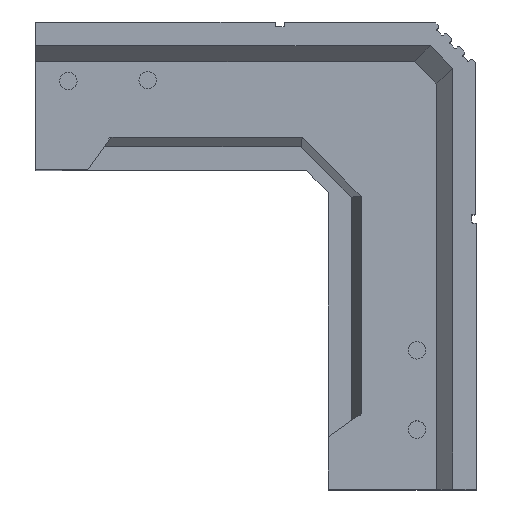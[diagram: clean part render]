
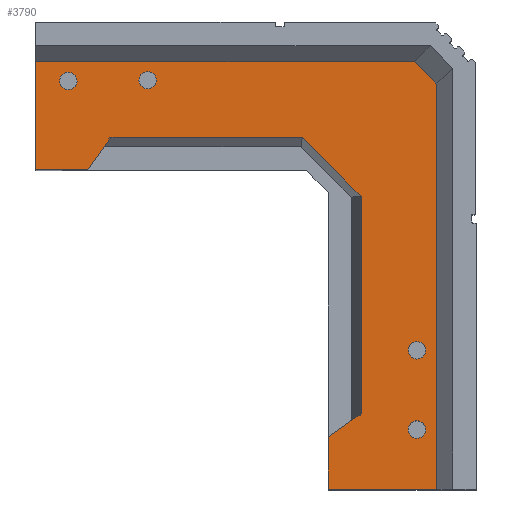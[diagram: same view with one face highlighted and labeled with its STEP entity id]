
A CAD part, top view. The second image highlights one B-rep face of the part: STEP entity #3790.
In plain terms, the highlighted planar face has unit normal (0, 0, 1).
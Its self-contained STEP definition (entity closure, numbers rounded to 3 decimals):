
#655=CARTESIAN_POINT('',(198.503,294.361,567.05));
#656=VERTEX_POINT('',#655);
#663=CARTESIAN_POINT('',(194.139,288.189,567.05));
#664=VERTEX_POINT('',#663);
#665=CARTESIAN_POINT('',(194.139,288.189,567.05));
#666=DIRECTION('',(0.577,0.816,0.));
#667=VECTOR('',#666,7.558);
#668=LINE('',#665,#667);
#669=EDGE_CURVE('',#664,#656,#668,.T.);
#3418=CARTESIAN_POINT('',(239.689,227.738,567.05));
#3419=VERTEX_POINT('',#3418);
#3426=CARTESIAN_POINT('',(239.689,237.642,567.05));
#3427=VERTEX_POINT('',#3426);
#3428=CARTESIAN_POINT('',(239.689,237.642,567.05));
#3429=DIRECTION('',(-0.,-1.,-0.));
#3430=VECTOR('',#3429,9.904);
#3431=LINE('',#3428,#3430);
#3432=EDGE_CURVE('',#3427,#3419,#3431,.T.);
#3653=CARTESIAN_POINT('',(233.224,283.202,567.05));
#3654=DIRECTION('',(0.,0.,-1.));
#3655=DIRECTION('',(-0.,-1.,-0.));
#3656=AXIS2_PLACEMENT_3D('',#3653,#3654,#3655);
#3657=PLANE('',#3656);
#3658=CARTESIAN_POINT('',(258.085,254.014,567.05));
#3659=VERTEX_POINT('',#3658);
#3660=CARTESIAN_POINT('',(256.435,254.014,567.05));
#3661=DIRECTION('',(0.,-0.,-1.));
#3662=DIRECTION('',(1.,-0.,0.));
#3663=AXIS2_PLACEMENT_3D('',#3660,#3661,#3662);
#3664=CIRCLE('',#3663,1.65);
#3665=EDGE_CURVE('',#3659,#3659,#3664,.T.);
#3666=ORIENTED_EDGE('',*,*,#3665,.T.);
#3667=EDGE_LOOP('',(#3666));
#3668=FACE_BOUND('',#3667,.T.);
#3669=CARTESIAN_POINT('',(258.085,239.014,567.05));
#3670=VERTEX_POINT('',#3669);
#3671=CARTESIAN_POINT('',(256.435,239.014,567.05));
#3672=DIRECTION('',(0.,-0.,-1.));
#3673=DIRECTION('',(1.,-0.,0.));
#3674=AXIS2_PLACEMENT_3D('',#3671,#3672,#3673);
#3675=CIRCLE('',#3674,1.65);
#3676=EDGE_CURVE('',#3670,#3670,#3675,.T.);
#3677=ORIENTED_EDGE('',*,*,#3676,.T.);
#3678=EDGE_LOOP('',(#3677));
#3679=FACE_BOUND('',#3678,.T.);
#3680=CARTESIAN_POINT('',(234.693,294.361,567.05));
#3681=VERTEX_POINT('',#3680);
#3682=CARTESIAN_POINT('',(234.693,294.361,567.05));
#3683=DIRECTION('',(-1.,0.,-0.));
#3684=VECTOR('',#3683,36.19);
#3685=LINE('',#3682,#3684);
#3686=EDGE_CURVE('',#3681,#656,#3685,.T.);
#3687=ORIENTED_EDGE('',*,*,#3686,.F.);
#3688=CARTESIAN_POINT('',(245.86,283.193,567.05));
#3689=VERTEX_POINT('',#3688);
#3690=CARTESIAN_POINT('',(245.86,283.193,567.05));
#3691=DIRECTION('',(-0.707,0.707,-0.));
#3692=VECTOR('',#3691,15.793);
#3693=LINE('',#3690,#3692);
#3694=EDGE_CURVE('',#3689,#3681,#3693,.T.);
#3695=ORIENTED_EDGE('',*,*,#3694,.F.);
#3696=CARTESIAN_POINT('',(245.86,242.006,567.05));
#3697=VERTEX_POINT('',#3696);
#3698=CARTESIAN_POINT('',(245.86,242.006,567.05));
#3699=DIRECTION('',(0.,1.,0.));
#3700=VECTOR('',#3699,41.188);
#3701=LINE('',#3698,#3700);
#3702=EDGE_CURVE('',#3697,#3689,#3701,.T.);
#3703=ORIENTED_EDGE('',*,*,#3702,.F.);
#3704=CARTESIAN_POINT('',(239.689,237.642,567.05));
#3705=DIRECTION('',(0.816,0.577,0.));
#3706=VECTOR('',#3705,7.558);
#3707=LINE('',#3704,#3706);
#3708=EDGE_CURVE('',#3427,#3697,#3707,.T.);
#3709=ORIENTED_EDGE('',*,*,#3708,.F.);
#3710=ORIENTED_EDGE('',*,*,#3432,.T.);
#3711=CARTESIAN_POINT('',(260.189,227.738,567.05));
#3712=VERTEX_POINT('',#3711);
#3713=CARTESIAN_POINT('',(260.189,227.738,567.05));
#3714=DIRECTION('',(-1.,0.,-0.));
#3715=VECTOR('',#3714,20.5);
#3716=LINE('',#3713,#3715);
#3717=EDGE_CURVE('',#3712,#3419,#3716,.T.);
#3718=ORIENTED_EDGE('',*,*,#3717,.F.);
#3719=CARTESIAN_POINT('',(260.189,304.446,567.05));
#3720=VERTEX_POINT('',#3719);
#3721=CARTESIAN_POINT('',(260.189,227.738,567.05));
#3722=DIRECTION('',(0.,1.,0.));
#3723=VECTOR('',#3722,76.708);
#3724=LINE('',#3721,#3723);
#3725=EDGE_CURVE('',#3712,#3720,#3724,.T.);
#3726=ORIENTED_EDGE('',*,*,#3725,.T.);
#3727=CARTESIAN_POINT('',(255.946,308.689,567.05));
#3728=VERTEX_POINT('',#3727);
#3729=CARTESIAN_POINT('',(255.946,308.689,567.05));
#3730=DIRECTION('',(0.707,-0.707,0.));
#3731=VECTOR('',#3730,6.);
#3732=LINE('',#3729,#3731);
#3733=EDGE_CURVE('',#3728,#3720,#3732,.T.);
#3734=ORIENTED_EDGE('',*,*,#3733,.F.);
#3735=CARTESIAN_POINT('',(184.235,308.696,567.05));
#3736=VERTEX_POINT('',#3735);
#3737=CARTESIAN_POINT('',(255.946,308.689,567.05));
#3738=DIRECTION('',(-1.,0.,-0.));
#3739=VECTOR('',#3738,71.712);
#3740=LINE('',#3737,#3739);
#3741=EDGE_CURVE('',#3728,#3736,#3740,.T.);
#3742=ORIENTED_EDGE('',*,*,#3741,.T.);
#3743=CARTESIAN_POINT('',(184.235,298.441,567.05));
#3744=VERTEX_POINT('',#3743);
#3745=CARTESIAN_POINT('',(184.235,308.689,567.05));
#3746=DIRECTION('',(0.,-1.,-0.));
#3747=VECTOR('',#3746,10.248);
#3748=LINE('',#3745,#3747);
#3749=EDGE_CURVE('',#3736,#3744,#3748,.T.);
#3750=ORIENTED_EDGE('',*,*,#3749,.T.);
#3751=CARTESIAN_POINT('',(184.235,288.189,567.05));
#3752=VERTEX_POINT('',#3751);
#3753=CARTESIAN_POINT('',(184.235,288.189,567.05));
#3754=DIRECTION('',(0.,1.,0.));
#3755=VECTOR('',#3754,10.252);
#3756=LINE('',#3753,#3755);
#3757=EDGE_CURVE('',#3752,#3744,#3756,.T.);
#3758=ORIENTED_EDGE('',*,*,#3757,.F.);
#3759=CARTESIAN_POINT('',(184.235,288.189,567.05));
#3760=DIRECTION('',(1.,-0.,0.));
#3761=VECTOR('',#3760,9.903);
#3762=LINE('',#3759,#3761);
#3763=EDGE_CURVE('',#3752,#664,#3762,.T.);
#3764=ORIENTED_EDGE('',*,*,#3763,.T.);
#3765=ORIENTED_EDGE('',*,*,#669,.T.);
#3766=EDGE_LOOP('',(#3687,#3695,#3703,#3709,#3710,#3718,#3726,#3734,#3742,#3750,#3758,#3764,#3765));
#3767=FACE_BOUND('',#3766,.T.);
#3768=CARTESIAN_POINT('',(207.085,305.164,567.05));
#3769=VERTEX_POINT('',#3768);
#3770=CARTESIAN_POINT('',(205.435,305.164,567.05));
#3771=DIRECTION('',(0.,-0.,-1.));
#3772=DIRECTION('',(1.,-0.,0.));
#3773=AXIS2_PLACEMENT_3D('',#3770,#3771,#3772);
#3774=CIRCLE('',#3773,1.65);
#3775=EDGE_CURVE('',#3769,#3769,#3774,.T.);
#3776=ORIENTED_EDGE('',*,*,#3775,.T.);
#3777=EDGE_LOOP('',(#3776));
#3778=FACE_BOUND('',#3777,.T.);
#3779=CARTESIAN_POINT('',(192.085,305.014,567.05));
#3780=VERTEX_POINT('',#3779);
#3781=CARTESIAN_POINT('',(190.435,305.014,567.05));
#3782=DIRECTION('',(0.,-0.,-1.));
#3783=DIRECTION('',(1.,-0.,0.));
#3784=AXIS2_PLACEMENT_3D('',#3781,#3782,#3783);
#3785=CIRCLE('',#3784,1.65);
#3786=EDGE_CURVE('',#3780,#3780,#3785,.T.);
#3787=ORIENTED_EDGE('',*,*,#3786,.T.);
#3788=EDGE_LOOP('',(#3787));
#3789=FACE_BOUND('',#3788,.T.);
#3790=ADVANCED_FACE('',(#3668,#3679,#3767,#3778,#3789),#3657,.F.);
